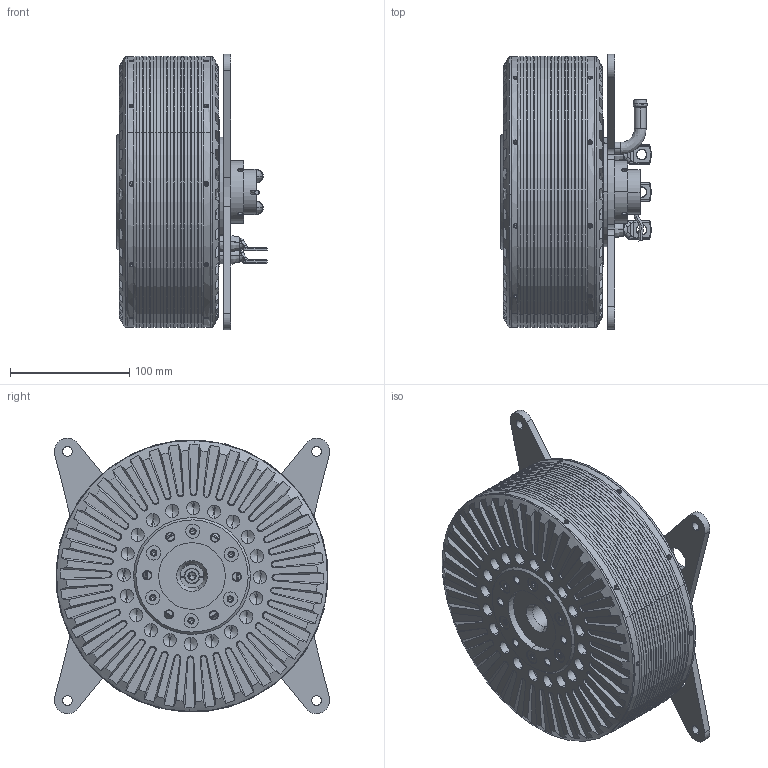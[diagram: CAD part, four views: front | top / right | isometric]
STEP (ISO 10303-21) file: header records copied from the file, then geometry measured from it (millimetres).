
FILE_DESCRIPTION (( 'STEP AP203' ), '1' );
FILE_NAME ('228_lc_res.STEP', '2018-07-11T07:41:26', ( '' ), ( '' ), 'SwSTEP 2.0', 'SolidWorks 2016', '' );
FILE_SCHEMA (( 'CONFIG_CONTROL_DESIGN' ));
Length unit declared in the file: millimetre
Products named in the file (30): bracket_resolver_208_228; nut_lock_km6_m30x1,5_3; ring_sealing_assembly_208_228_268_1; hose_shrink_black; hose_shrink_blue; o-ring_8x1.5; bearing_6206_3; resolver_1pp; 228_lc_res; disc_rotor_front_ass_228; washer_lock_mb6_3; stator_lc_cc_ass_228; ring_binding_rotor_lc_228_1; disc_rotor_back_ass_228; shaft_res_enc_alu_208_228_3; hose_shrink_red; Bracket_X_228; bolt_countersink_imbus_m6x16_2; spacer_outer_bearings_208_228; tube_channel_brass_10x1; coolant_fitting_90; bolt_turned_imbus_m8x16_3; shoe_cable_lv; insert_s; spacer_outer_bearings_208_228_3; bolt_set_imbus_m4x8_2; ring_sliding_ssteel_208_228_268_1; rotor_ass_lc_228; stator_b_lc_cc_228; shaft_standard_208_228_2
Assembly tree (58 placements, depth 3):
  228_lc_res
    stator_lc_cc_ass_228
      stator_b_lc_cc_228
      insert_s
      spacer_outer_bearings_208_228
      tube_channel_brass_10x1
      hose_shrink_black
      shoe_cable_lv  x3
      hose_shrink_red
      hose_shrink_blue
    rotor_ass_lc_228
      shaft_standard_208_228_2
      disc_rotor_back_ass_228
      disc_rotor_front_ass_228
      ring_binding_rotor_lc_228_1
      bolt_countersink_imbus_m6x16_2  x6
      bolt_set_imbus_m4x8_2  x20
    bearing_6206_3  x2
    nut_lock_km6_m30x1,5_3
    washer_lock_mb6_3
    bracket_resolver_208_228
    shaft_res_enc_alu_208_228_3
    bolt_turned_imbus_m8x16_3
    spacer_outer_bearings_208_228_3
    ring_sealing_assembly_208_228_268_1
    ring_sliding_ssteel_208_228_268_1
    o-ring_8x1.5  x2
    resolver_1pp
    coolant_fitting_90  x2
    Bracket_X_228
Bounding box: 126 x 230.53 x 230.59 mm (x, y, z)
Volume: 1565657.3 mm3; surface area: 567960.8 mm2
Topology: 74 solids, 74 shells, 2413 faces, 6360 edges, 3975 vertices
Faces by surface type: cylinder 834, cone 590, plane 564, bspline 369, torus 40, sphere 16
Entity records: 89650 total; most frequent: CARTESIAN_POINT 44806, ORIENTED_EDGE 8924, DIRECTION 8110, EDGE_CURVE 4462, AXIS2_PLACEMENT_3D 3321, VERTEX_POINT 2948, EDGE_LOOP 2002, CIRCLE 1836
